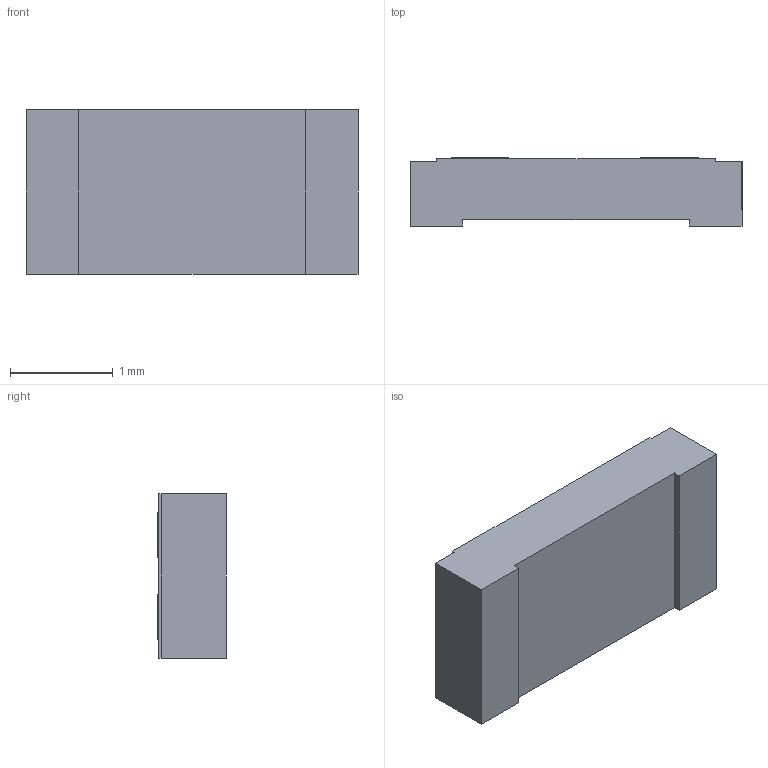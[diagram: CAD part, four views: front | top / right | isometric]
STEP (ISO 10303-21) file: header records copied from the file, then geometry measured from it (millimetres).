
FILE_DESCRIPTION (( 'STEP AP214' ), '1' );
FILE_NAME ('0100.3481.STEP', '2013-10-28T09:19:24', ( '' ), ( '' ), 'SwSTEP 2.0', 'SolidWorks 2012', '' );
FILE_SCHEMA (( 'AUTOMOTIVE_DESIGN' ));
Length unit declared in the file: millimetre
Products named in the file (1): 0100.3481
Bounding box: 3.22 x 0.67 x 1.6 mm (x, y, z)
Volume: 3.1 mm3; surface area: 16.7 mm2
Topology: 1 solids, 1 shells, 70 faces, 192 edges, 128 vertices
Faces by surface type: plane 50, bspline 20
Entity records: 3916 total; most frequent: CARTESIAN_POINT 1467, ORIENTED_EDGE 384, DIRECTION 254, EDGE_CURVE 192, LINE 152, VECTOR 152, VERTEX_POINT 128, EDGE_LOOP 74
